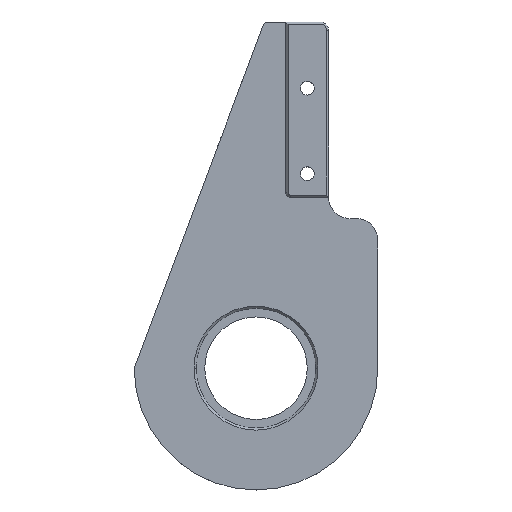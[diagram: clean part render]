
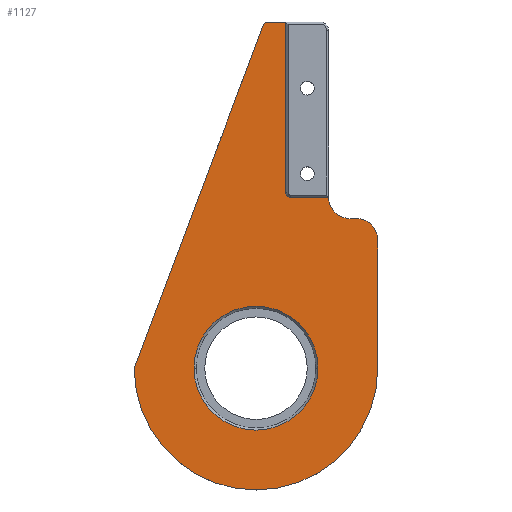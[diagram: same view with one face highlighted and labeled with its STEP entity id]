
A CAD part, top view. The second image highlights one B-rep face of the part: STEP entity #1127.
In plain terms, the highlighted planar face has unit normal (0, 0, 1).
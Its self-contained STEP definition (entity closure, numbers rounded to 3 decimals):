
#36 = CARTESIAN_POINT ( 'NONE',  ( -45.499, -35.18, 5. ) ) ;
#45 = DIRECTION ( 'NONE',  ( 0., -1., 0. ) ) ;
#46 = EDGE_CURVE ( 'NONE', #118, #761, #1323, .T. ) ;
#47 = DIRECTION ( 'NONE',  ( 1., 0., 0. ) ) ;
#66 = CARTESIAN_POINT ( 'NONE',  ( -45.435, -34.828, 5. ) ) ;
#73 = DIRECTION ( 'NONE',  ( 0., 0., 1. ) ) ;
#76 = VERTEX_POINT ( 'NONE', #36 ) ;
#107 = VERTEX_POINT ( 'NONE', #559 ) ;
#109 = VECTOR ( 'NONE', #1706, 1000. ) ;
#118 = VERTEX_POINT ( 'NONE', #979 ) ;
#126 = EDGE_CURVE ( 'NONE', #1476, #443, #489, .T. ) ;
#135 = ORIENTED_EDGE ( 'NONE', *, *, #46, .T. ) ;
#146 = CARTESIAN_POINT ( 'NONE',  ( 5., 5., 5. ) ) ;
#148 = DIRECTION ( 'NONE',  ( 1., 0., 0. ) ) ;
#162 = CARTESIAN_POINT ( 'NONE',  ( -10., 46., 5. ) ) ;
#174 = CIRCLE ( 'NONE', #1265, 1. ) ;
#227 = EDGE_CURVE ( 'NONE', #76, #1614, #1572, .T. ) ;
#229 = AXIS2_PLACEMENT_3D ( 'NONE', #783, #1747, #812 ) ;
#235 = VECTOR ( 'NONE', #1730, 1000. ) ;
#236 = DIRECTION ( 'NONE',  ( 1., 0., 0. ) ) ;
#239 = DIRECTION ( 'NONE',  ( 0., 0., -1. ) ) ;
#249 = VERTEX_POINT ( 'NONE', #756 ) ;
#251 = LINE ( 'NONE', #1596, #1688 ) ;
#264 = VERTEX_POINT ( 'NONE', #66 ) ;
#279 = CIRCLE ( 'NONE', #229, 28.5 ) ;
#304 = LINE ( 'NONE', #1686, #1696 ) ;
#308 = VERTEX_POINT ( 'NONE', #516 ) ;
#364 = CARTESIAN_POINT ( 'NONE',  ( -44.499, -35.18, 5. ) ) ;
#369 = EDGE_CURVE ( 'NONE', #264, #76, #174, .T. ) ;
#383 = VERTEX_POINT ( 'NONE', #162 ) ;
#398 = AXIS2_PLACEMENT_3D ( 'NONE', #1214, #543, #953 ) ;
#400 = ORIENTED_EDGE ( 'NONE', *, *, #1735, .T. ) ;
#416 = ORIENTED_EDGE ( 'NONE', *, *, #954, .T. ) ;
#443 = VERTEX_POINT ( 'NONE', #985 ) ;
#489 = CIRCLE ( 'NONE', #1652, 5. ) ;
#516 = CARTESIAN_POINT ( 'NONE',  ( 11.5, -5., 5. ) ) ;
#543 = DIRECTION ( 'NONE',  ( 0., 0., -1. ) ) ;
#547 = VERTEX_POINT ( 'NONE', #1003 ) ;
#556 = DIRECTION ( 'NONE',  ( 1., 0., 0. ) ) ;
#559 = CARTESIAN_POINT ( 'NONE',  ( -10., 6., 5. ) ) ;
#588 = VERTEX_POINT ( 'NONE', #1300 ) ;
#607 = EDGE_CURVE ( 'NONE', #712, #107, #1374, .T. ) ;
#609 = EDGE_LOOP ( 'NONE', ( #135, #1222 ) ) ;
#617 = EDGE_CURVE ( 'NONE', #712, #443, #913, .T. ) ;
#619 = ORIENTED_EDGE ( 'NONE', *, *, #1148, .F. ) ;
#657 = ORIENTED_EDGE ( 'NONE', *, *, #1337, .F. ) ;
#670 = ORIENTED_EDGE ( 'NONE', *, *, #227, .T. ) ;
#703 = DIRECTION ( 'NONE',  ( 0., 0., -1. ) ) ;
#707 = EDGE_CURVE ( 'NONE', #308, #588, #1461, .T. ) ;
#709 = ORIENTED_EDGE ( 'NONE', *, *, #607, .T. ) ;
#712 = VERTEX_POINT ( 'NONE', #1207 ) ;
#718 = CARTESIAN_POINT ( 'NONE',  ( 6.5, 0., 5. ) ) ;
#756 = CARTESIAN_POINT ( 'NONE',  ( -15.244, 45.352, 5. ) ) ;
#761 = VERTEX_POINT ( 'NONE', #927 ) ;
#771 = DIRECTION ( 'NONE',  ( 1., 0., 0. ) ) ;
#773 = DIRECTION ( 'NONE',  ( 1., 0., 0. ) ) ;
#783 = CARTESIAN_POINT ( 'NONE',  ( -17., -35., 5. ) ) ;
#810 = EDGE_CURVE ( 'NONE', #1614, #588, #279, .T. ) ;
#812 = DIRECTION ( 'NONE',  ( 1., 0., 0. ) ) ;
#813 = DIRECTION ( 'NONE',  ( 0., 0., -1. ) ) ;
#831 = DIRECTION ( 'NONE',  ( 0., 0., 1. ) ) ;
#893 = AXIS2_PLACEMENT_3D ( 'NONE', #364, #73, #917 ) ;
#902 = ORIENTED_EDGE ( 'NONE', *, *, #1245, .F. ) ;
#913 = LINE ( 'NONE', #923, #235 ) ;
#917 = DIRECTION ( 'NONE',  ( 1., 0., 0. ) ) ;
#922 = VECTOR ( 'NONE', #1618, 1000. ) ;
#923 = CARTESIAN_POINT ( 'NONE',  ( 0., 5., 5. ) ) ;
#927 = CARTESIAN_POINT ( 'NONE',  ( -31.5, -35., 5. ) ) ;
#941 = AXIS2_PLACEMENT_3D ( 'NONE', #1647, #831, #148 ) ;
#953 = DIRECTION ( 'NONE',  ( 1., 0., 0. ) ) ;
#954 = EDGE_CURVE ( 'NONE', #308, #1694, #1146, .T. ) ;
#956 = AXIS2_PLACEMENT_3D ( 'NONE', #1389, #813, #1233 ) ;
#964 = CARTESIAN_POINT ( 'NONE',  ( 5., 0., 5. ) ) ;
#965 = DIRECTION ( 'NONE',  ( 0., 0., 1. ) ) ;
#970 = EDGE_LOOP ( 'NONE', ( #619, #1602, #400, #902, #1052, #670, #1286, #1232, #416, #657, #1632, #1376, #709 ) ) ;
#973 = EDGE_CURVE ( 'NONE', #547, #383, #1159, .T. ) ;
#979 = CARTESIAN_POINT ( 'NONE',  ( -2.5, -35., 5. ) ) ;
#985 = CARTESIAN_POINT ( 'NONE',  ( 0., 5., 5. ) ) ;
#1003 = CARTESIAN_POINT ( 'NONE',  ( -14.308, 46., 5. ) ) ;
#1038 = DIRECTION ( 'NONE',  ( 0., 0., 1. ) ) ;
#1046 = EDGE_CURVE ( 'NONE', #761, #118, #1724, .T. ) ;
#1052 = ORIENTED_EDGE ( 'NONE', *, *, #369, .T. ) ;
#1053 = CARTESIAN_POINT ( 'NONE',  ( -45.499, -35.187, 5. ) ) ;
#1087 = DIRECTION ( 'NONE',  ( 0., 0., 1. ) ) ;
#1109 = CARTESIAN_POINT ( 'NONE',  ( 0., 0., 5. ) ) ;
#1110 = CIRCLE ( 'NONE', #941, 1. ) ;
#1118 = CARTESIAN_POINT ( 'NONE',  ( -44.499, -35.18, 5. ) ) ;
#1119 = AXIS2_PLACEMENT_3D ( 'NONE', #1718, #1038, #1464 ) ;
#1121 = FACE_BOUND ( 'NONE', #609, .T. ) ;
#1127 = ADVANCED_FACE ( 'NONE', ( #1121, #1636 ), #1657, .T. ) ;
#1146 = CIRCLE ( 'NONE', #1119, 5. ) ;
#1148 = EDGE_CURVE ( 'NONE', #383, #107, #304, .T. ) ;
#1159 = LINE ( 'NONE', #1583, #1345 ) ;
#1166 = CARTESIAN_POINT ( 'NONE',  ( -28.307, 10.659, 5. ) ) ;
#1207 = CARTESIAN_POINT ( 'NONE',  ( -9., 5., 5. ) ) ;
#1214 = CARTESIAN_POINT ( 'NONE',  ( -17., -35., 5. ) ) ;
#1222 = ORIENTED_EDGE ( 'NONE', *, *, #1046, .T. ) ;
#1232 = ORIENTED_EDGE ( 'NONE', *, *, #707, .F. ) ;
#1233 = DIRECTION ( 'NONE',  ( 1., 0., 0. ) ) ;
#1234 = AXIS2_PLACEMENT_3D ( 'NONE', #1459, #239, #771 ) ;
#1238 = AXIS2_PLACEMENT_3D ( 'NONE', #1109, #1087, #1628 ) ;
#1245 = EDGE_CURVE ( 'NONE', #264, #249, #1411, .T. ) ;
#1265 = AXIS2_PLACEMENT_3D ( 'NONE', #1118, #965, #556 ) ;
#1286 = ORIENTED_EDGE ( 'NONE', *, *, #810, .T. ) ;
#1300 = CARTESIAN_POINT ( 'NONE',  ( 11.5, -35., 5. ) ) ;
#1323 = CIRCLE ( 'NONE', #398, 14.5 ) ;
#1337 = EDGE_CURVE ( 'NONE', #1476, #1694, #251, .T. ) ;
#1345 = VECTOR ( 'NONE', #236, 1000. ) ;
#1374 = CIRCLE ( 'NONE', #1234, 1. ) ;
#1376 = ORIENTED_EDGE ( 'NONE', *, *, #617, .F. ) ;
#1389 = CARTESIAN_POINT ( 'NONE',  ( -17., -35., 5. ) ) ;
#1411 = LINE ( 'NONE', #1166, #109 ) ;
#1459 = CARTESIAN_POINT ( 'NONE',  ( -9., 6., 5. ) ) ;
#1461 = LINE ( 'NONE', #1723, #922 ) ;
#1464 = DIRECTION ( 'NONE',  ( 1., 0., 0. ) ) ;
#1476 = VERTEX_POINT ( 'NONE', #964 ) ;
#1572 = CIRCLE ( 'NONE', #893, 1. ) ;
#1583 = CARTESIAN_POINT ( 'NONE',  ( 0., 46., 5. ) ) ;
#1596 = CARTESIAN_POINT ( 'NONE',  ( 0., 0., 5. ) ) ;
#1602 = ORIENTED_EDGE ( 'NONE', *, *, #973, .F. ) ;
#1614 = VERTEX_POINT ( 'NONE', #1053 ) ;
#1618 = DIRECTION ( 'NONE',  ( 0., -1., 0. ) ) ;
#1628 = DIRECTION ( 'NONE',  ( 1., 0., 0. ) ) ;
#1632 = ORIENTED_EDGE ( 'NONE', *, *, #126, .T. ) ;
#1636 = FACE_OUTER_BOUND ( 'NONE', #970, .T. ) ;
#1647 = CARTESIAN_POINT ( 'NONE',  ( -14.308, 45., 5. ) ) ;
#1652 = AXIS2_PLACEMENT_3D ( 'NONE', #146, #703, #47 ) ;
#1657 = PLANE ( 'NONE',  #1238 ) ;
#1686 = CARTESIAN_POINT ( 'NONE',  ( -10., 0., 5. ) ) ;
#1688 = VECTOR ( 'NONE', #773, 1000. ) ;
#1694 = VERTEX_POINT ( 'NONE', #718 ) ;
#1696 = VECTOR ( 'NONE', #45, 1000. ) ;
#1706 = DIRECTION ( 'NONE',  ( 0.352, 0.936, 0. ) ) ;
#1718 = CARTESIAN_POINT ( 'NONE',  ( 6.5, -5., 5. ) ) ;
#1723 = CARTESIAN_POINT ( 'NONE',  ( 11.5, 0., 5. ) ) ;
#1724 = CIRCLE ( 'NONE', #956, 14.5 ) ;
#1730 = DIRECTION ( 'NONE',  ( 1., 0., 0. ) ) ;
#1735 = EDGE_CURVE ( 'NONE', #547, #249, #1110, .T. ) ;
#1747 = DIRECTION ( 'NONE',  ( 0., 0., 1. ) ) ;
